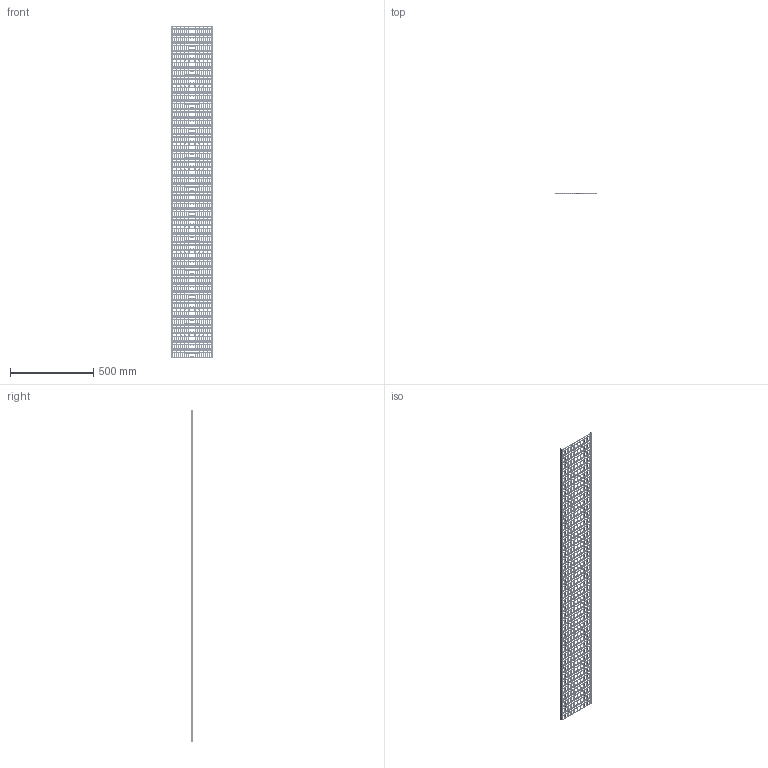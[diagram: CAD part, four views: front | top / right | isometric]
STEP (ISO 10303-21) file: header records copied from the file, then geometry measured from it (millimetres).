
FILE_DESCRIPTION (( 'STEP AP214' ), '1' );
FILE_NAME ('6045251.stp', '2017-03-28T13:24:57', ( '' ), ( '' ), 'SwSTEP 2.0', 'SolidWorks 2016', '' );
FILE_SCHEMA (( 'AUTOMOTIVE_DESIGN' ));
Length unit declared in the file: millimetre
Products named in the file (1): 6045251
Bounding box: 250 x 15 x 2000 mm (x, y, z)
Volume: 608426 mm3; surface area: 900130.8 mm2
Topology: 1 solids, 1 shells, 5258 faces, 15768 edges, 10512 vertices
Faces by surface type: cylinder 3000, plane 2258
Entity records: 183986 total; most frequent: DIRECTION 32286, CARTESIAN_POINT 31539, ORIENTED_EDGE 31536, EDGE_CURVE 15768, AXIS2_PLACEMENT_3D 11259, VERTEX_POINT 10512, VECTOR 9768, LINE 9768
